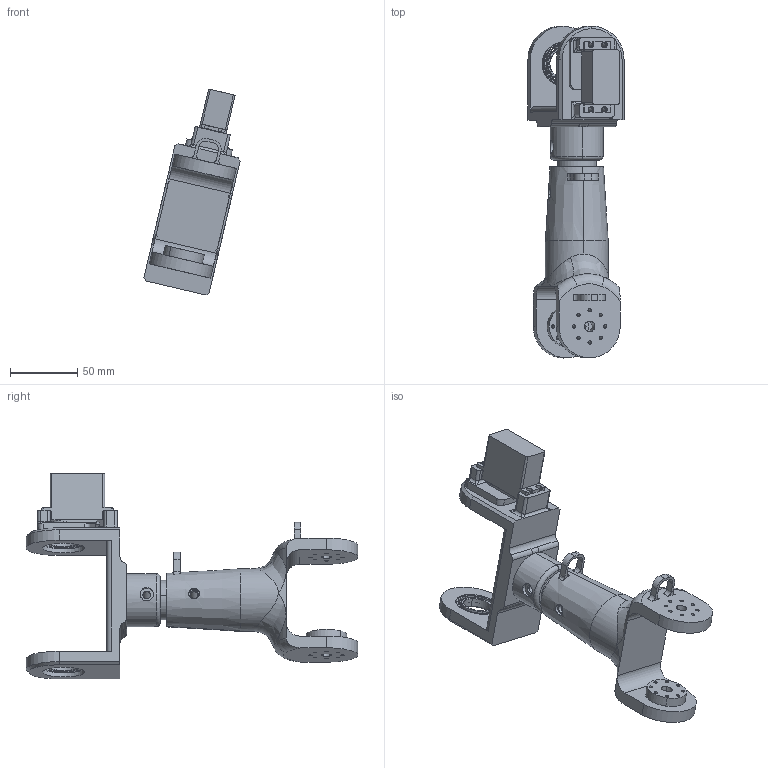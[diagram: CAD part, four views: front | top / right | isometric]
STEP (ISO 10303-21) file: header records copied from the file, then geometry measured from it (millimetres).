
FILE_DESCRIPTION (( 'STEP AP203' ), '1' );
FILE_NAME ('elbow_link_Default_sldprt.STEP', '2025-02-18T11:26:58', ( '' ), ( '' ), 'SwSTEP 2.0', 'SolidWorks 2024', '' );
FILE_SCHEMA (( 'CONFIG_CONTROL_DESIGN' ));
Length unit declared in the file: millimetre
Products named in the file (1): elbow_link_Default_sldprt
Bounding box: 71.72 x 247.43 x 153.55 mm (x, y, z)
Volume: 369644.6 mm3; surface area: 102387.9 mm2
Topology: 29 solids, 29 shells, 736 faces, 1943 edges, 1235 vertices
Faces by surface type: cylinder 299, plane 244, torus 81, sphere 72, cone 23, bspline 17
Entity records: 25445 total; most frequent: CARTESIAN_POINT 7516, DIRECTION 3915, ORIENTED_EDGE 3586, EDGE_CURVE 1793, AXIS2_PLACEMENT_3D 1708, VERTEX_POINT 1163, CIRCLE 988, EDGE_LOOP 946
